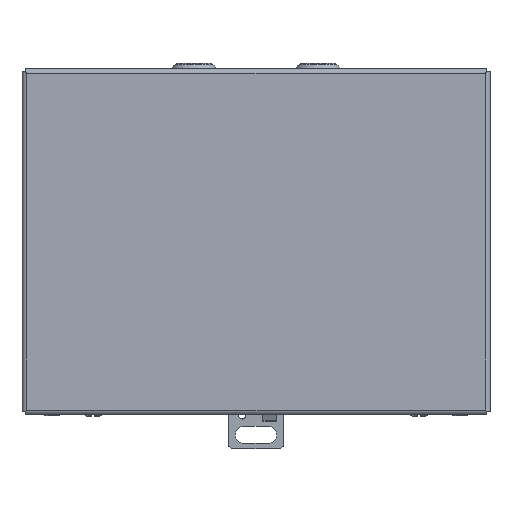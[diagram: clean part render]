
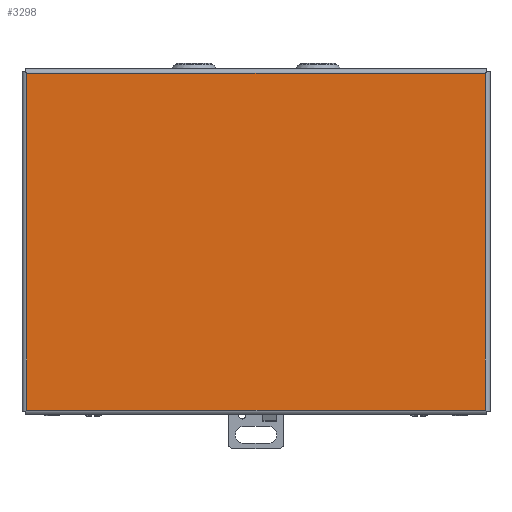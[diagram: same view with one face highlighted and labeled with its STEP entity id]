
A CAD part, top view. The second image highlights one B-rep face of the part: STEP entity #3298.
In plain terms, the highlighted planar face has unit normal (0, 0, 1).
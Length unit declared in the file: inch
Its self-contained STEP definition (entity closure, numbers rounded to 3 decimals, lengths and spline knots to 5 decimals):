
#1873 = PLANE ( 'NONE',  #12199 ) ;
#2324 = VECTOR ( 'NONE', #9293, 39.37008 ) ;
#2427 = CARTESIAN_POINT ( 'NONE',  ( 4.1585, -0.029, 4.0285 ) ) ;
#2980 = FACE_OUTER_BOUND ( 'NONE', #12869, .T. ) ;
#3298 = ADVANCED_FACE ( 'NONE', ( #2980 ), #1873, .T. ) ;
#3428 = CARTESIAN_POINT ( 'NONE',  ( 4.1585, -6.135, 4.0285 ) ) ;
#4204 = CARTESIAN_POINT ( 'NONE',  ( 4.1585, -0.029, 4.0285 ) ) ;
#4219 = LINE ( 'NONE', #2427, #8465 ) ;
#4471 = EDGE_CURVE ( 'NONE', #9937, #11364, #13112, .T. ) ;
#4739 = VERTEX_POINT ( 'NONE', #5571 ) ;
#4770 = LINE ( 'NONE', #3428, #2324 ) ;
#5444 = DIRECTION ( 'NONE',  ( 0., 0., 1. ) ) ;
#5571 = CARTESIAN_POINT ( 'NONE',  ( 4.1585, -6.135, 4.0285 ) ) ;
#7089 = ORIENTED_EDGE ( 'NONE', *, *, #8419, .F. ) ;
#7261 = DIRECTION ( 'NONE',  ( 0., -1., 0. ) ) ;
#7463 = VECTOR ( 'NONE', #15227, 39.37008 ) ;
#8233 = ORIENTED_EDGE ( 'NONE', *, *, #13576, .F. ) ;
#8419 = EDGE_CURVE ( 'NONE', #4739, #11852, #4770, .T. ) ;
#8465 = VECTOR ( 'NONE', #7261, 39.37008 ) ;
#9293 = DIRECTION ( 'NONE',  ( -1., 0., 0. ) ) ;
#9937 = VERTEX_POINT ( 'NONE', #13164 ) ;
#10343 = ORIENTED_EDGE ( 'NONE', *, *, #4471, .F. ) ;
#10365 = LINE ( 'NONE', #12831, #7463 ) ;
#10733 = CARTESIAN_POINT ( 'NONE',  ( -4.1585, -0.029, 4.0285 ) ) ;
#10739 = CARTESIAN_POINT ( 'NONE',  ( -4.1585, -6.135, 4.0285 ) ) ;
#10830 = EDGE_CURVE ( 'NONE', #11364, #4739, #4219, .T. ) ;
#11299 = CARTESIAN_POINT ( 'NONE',  ( 4.1585, -0.029, 4.0285 ) ) ;
#11364 = VERTEX_POINT ( 'NONE', #4204 ) ;
#11852 = VERTEX_POINT ( 'NONE', #10739 ) ;
#11978 = VECTOR ( 'NONE', #15600, 39.37008 ) ;
#12199 = AXIS2_PLACEMENT_3D ( 'NONE', #11299, #5444, #12625 ) ;
#12625 = DIRECTION ( 'NONE',  ( -1., 0., 0. ) ) ;
#12831 = CARTESIAN_POINT ( 'NONE',  ( -4.1585, -6.135, 4.0285 ) ) ;
#12869 = EDGE_LOOP ( 'NONE', ( #8233, #7089, #13196, #10343 ) ) ;
#13112 = LINE ( 'NONE', #10733, #11978 ) ;
#13164 = CARTESIAN_POINT ( 'NONE',  ( -4.1585, -0.029, 4.0285 ) ) ;
#13196 = ORIENTED_EDGE ( 'NONE', *, *, #10830, .F. ) ;
#13576 = EDGE_CURVE ( 'NONE', #11852, #9937, #10365, .T. ) ;
#15227 = DIRECTION ( 'NONE',  ( 0., 1., 0. ) ) ;
#15600 = DIRECTION ( 'NONE',  ( 1., 0., 0. ) ) ;
